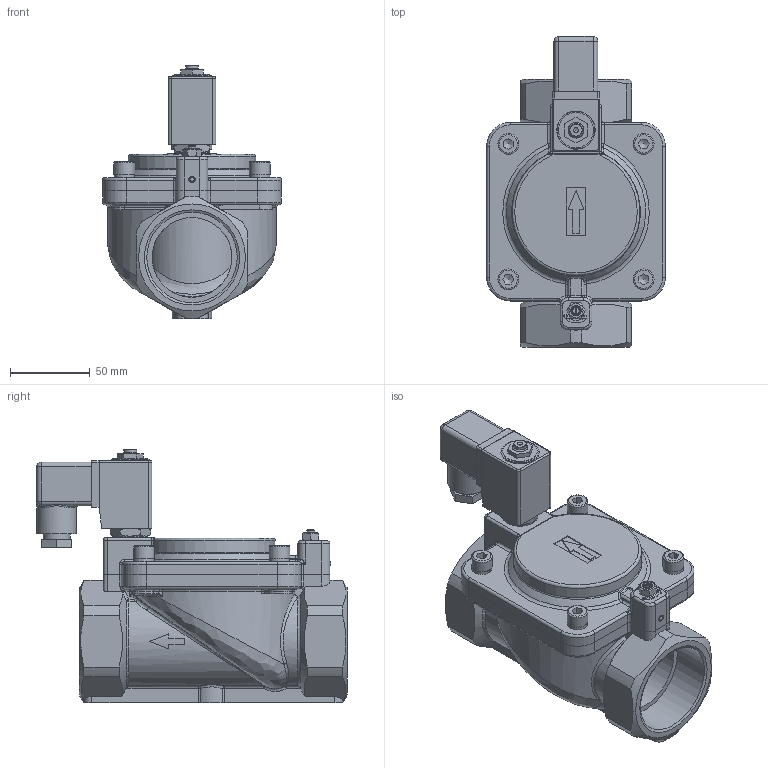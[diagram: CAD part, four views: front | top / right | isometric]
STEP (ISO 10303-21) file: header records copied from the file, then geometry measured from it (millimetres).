
FILE_DESCRIPTION((''),'2;1');
FILE_NAME('040.001509_B4028-1001-.032.stp','2013-05-13T09:36:28',('CBeuthner'),(''),'Autodesk Inventor 2011','Autodesk Inventor 2011','');
FILE_SCHEMA(('AUTOMOTIVE_DESIGN { 1 0 10303 214 1 1 1 1 }'));
Length unit declared in the file: millimetre
Products named in the file (1): 88-002459
Bounding box: 112 x 194.7 x 159 mm (x, y, z)
Volume: 495488.4 mm3; surface area: 158264 mm2
Topology: 1 solids, 16 shells, 865 faces, 2117 edges, 1309 vertices
Faces by surface type: plane 366, cylinder 249, cone 85, bspline 73, torus 64, sphere 28
Full cylindrical faces by diameter (mm): 2 x1, 2.2 x1, 2.5 x1, 2.6 x1, 3 x3, 3.2 x1, 3.5 x1, 4 x6, 4.4 x1, 4.917 x2, 5 x4, 5.7 x1, 6 x2, 6.647 x4, 7 x1, 7.9 x2, 8 x8, 8.5 x5, 9.3 x1, 9.73 x2, 10 x4, 10.1 x1, 12.8 x1, 13 x5, 13.3 x1, 14.58 x2, 14.65 x1, 15.5 x1, 16 x1, 17 x2
Entity records: 28656 total; most frequent: CARTESIAN_POINT 8828, DIRECTION 3889, ORIENTED_EDGE 3750, EDGE_CURVE 1875, AXIS2_PLACEMENT_3D 1547, VERTEX_POINT 1254, EDGE_LOOP 1113, STYLED_ITEM 866
